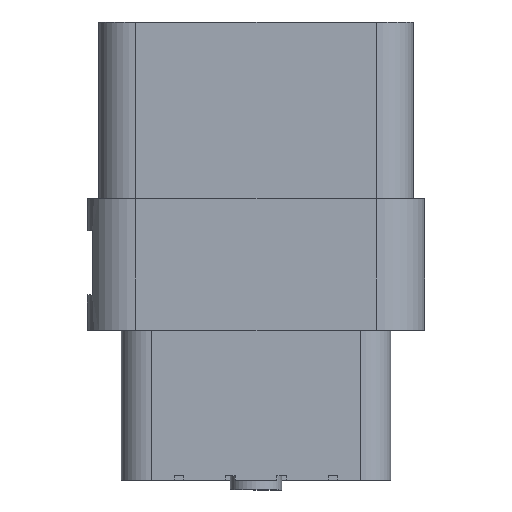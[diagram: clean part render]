
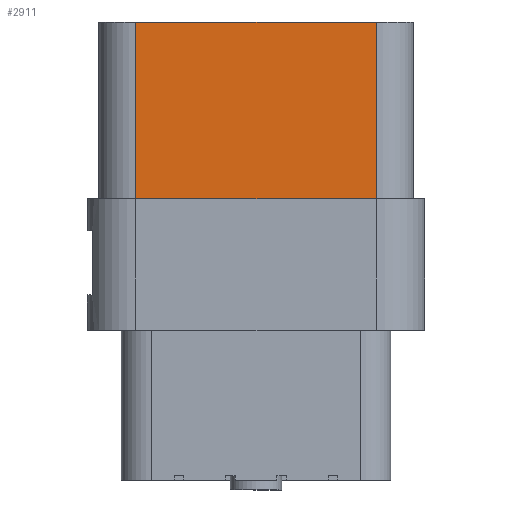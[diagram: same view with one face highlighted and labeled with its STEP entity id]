
A CAD part, front view. The second image highlights one B-rep face of the part: STEP entity #2911.
In plain terms, the highlighted planar face has unit normal (0, -1, 0).
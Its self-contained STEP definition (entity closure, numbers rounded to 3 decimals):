
#1152=FACE_OUTER_BOUND('',#4049,.T.);
#1523=LINE('',#14724,#2240);
#1632=LINE('',#14966,#2349);
#1633=LINE('',#14968,#2350);
#1634=LINE('',#14970,#2351);
#2240=VECTOR('',#10912,1.);
#2349=VECTOR('',#11113,1.);
#2350=VECTOR('',#11116,1.);
#2351=VECTOR('',#11117,1.);
#2911=ADVANCED_FACE('',(#1152),#3383,.F.);
#3383=PLANE('',#10100);
#4049=EDGE_LOOP('',(#5028,#5029,#5030,#5031));
#5028=ORIENTED_EDGE('',*,*,#8157,.T.);
#5029=ORIENTED_EDGE('',*,*,#8158,.T.);
#5030=ORIENTED_EDGE('',*,*,#8159,.F.);
#5031=ORIENTED_EDGE('',*,*,#8037,.F.);
#7168=VERTEX_POINT('',#14723);
#7169=VERTEX_POINT('',#14725);
#7255=VERTEX_POINT('',#14965);
#7256=VERTEX_POINT('',#14969);
#8037=EDGE_CURVE('',#7168,#7169,#1523,.T.);
#8157=EDGE_CURVE('',#7168,#7255,#1632,.T.);
#8158=EDGE_CURVE('',#7255,#7256,#1633,.T.);
#8159=EDGE_CURVE('',#7169,#7256,#1634,.T.);
#10100=AXIS2_PLACEMENT_3D('',#14971,#11118,#11119);
#10912=DIRECTION('',(1.,0.,0.));
#11113=DIRECTION('',(0.,0.,-1.));
#11116=DIRECTION('',(1.,0.,0.));
#11117=DIRECTION('',(0.,0.,-1.));
#11118=DIRECTION('',(0.,1.,0.));
#11119=DIRECTION('',(1.,0.,0.));
#14723=CARTESIAN_POINT('',(2.827,-63.93,48.1));
#14724=CARTESIAN_POINT('',(2.827,-63.93,48.1));
#14725=CARTESIAN_POINT('',(17.827,-63.93,48.1));
#14965=CARTESIAN_POINT('',(2.827,-63.93,37.1));
#14966=CARTESIAN_POINT('',(2.827,-63.93,48.1));
#14968=CARTESIAN_POINT('',(2.827,-63.93,37.1));
#14969=CARTESIAN_POINT('',(17.827,-63.93,37.1));
#14970=CARTESIAN_POINT('',(17.827,-63.93,48.1));
#14971=CARTESIAN_POINT('',(2.827,-63.93,48.1));
